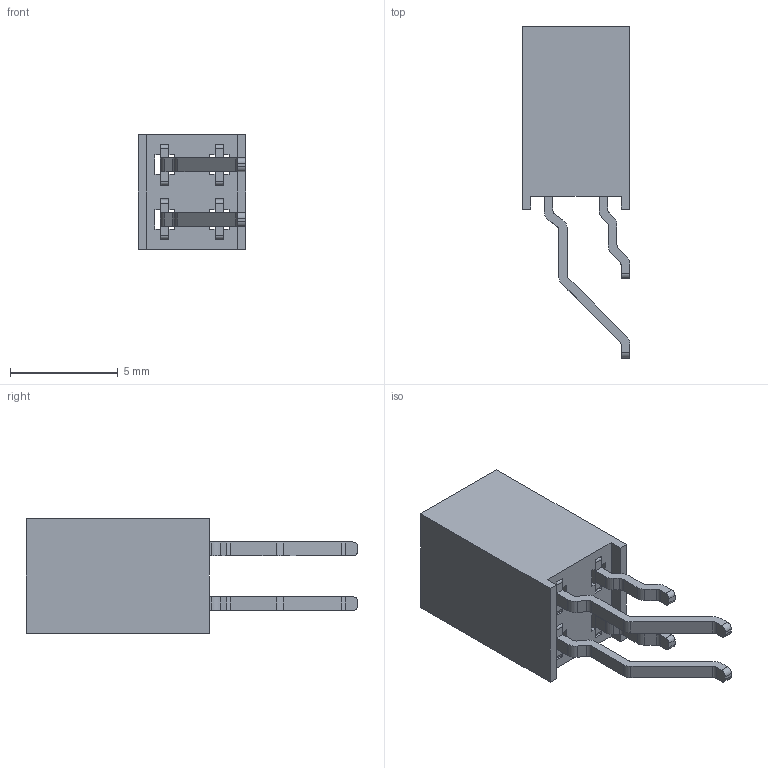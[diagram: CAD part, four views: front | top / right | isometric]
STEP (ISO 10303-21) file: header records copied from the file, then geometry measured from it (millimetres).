
FILE_DESCRIPTION((''),'2;1');
FILE_NAME('M20-7920242_ASM','2017-12-20T14:55:36',('sbennett'),(''),'CREO PARAMETRIC BY PTC INC, 2016510','CREO PARAMETRIC BY PTC INC, 2016510','');
FILE_SCHEMA(('CONFIG_CONTROL_DESIGN','SHAPE_APPEARANCE_LAYERS_GROUPS'));
Length unit declared in the file: millimetre
Products named in the file (4): M20-79202_MOULD; M20-792_CONTACT1; M20-792_CONTACT2; M20-7920242_ASM
Assembly tree (5 placements, depth 2):
  M20-7920242_ASM
    M20-79202_MOULD
    M20-792_CONTACT1  x2
    M20-792_CONTACT2  x2
Bounding box: 5 x 15.4 x 5.33 mm (x, y, z)
Volume: 195.5 mm3; surface area: 545.8 mm2
Topology: 5 solids, 5 shells, 302 faces, 848 edges, 560 vertices
Faces by surface type: plane 186, cylinder 108, extrusion 8
Entity records: 8360 total; most frequent: CARTESIAN_POINT 1135, ORIENTED_EDGE 1048, DIRECTION 1014, PRESENTATION_STYLE_ASSIGNMENT 575, STYLED_ITEM 529, CURVE_STYLE 524, EDGE_CURVE 524, VECTOR 412
